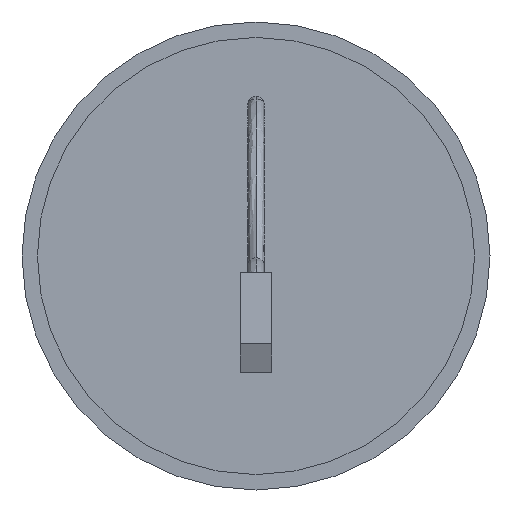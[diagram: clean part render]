
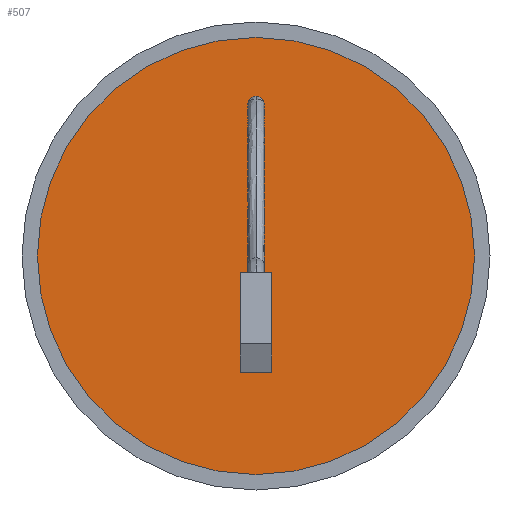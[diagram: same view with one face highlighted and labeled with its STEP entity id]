
A CAD part, front view. The second image highlights one B-rep face of the part: STEP entity #507.
In plain terms, the highlighted planar face has unit normal (0, -1, 0).
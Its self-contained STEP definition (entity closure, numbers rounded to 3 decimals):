
#1 = CARTESIAN_POINT ( 'NONE',  ( 0., 0., 11.35 ) ) ;
#11 = EDGE_CURVE ( 'NONE', #436, #131, #461, .T. ) ;
#29 = ORIENTED_EDGE ( 'NONE', *, *, #536, .F. ) ;
#56 = DIRECTION ( 'NONE',  ( 0., 0., -1. ) ) ;
#108 = EDGE_CURVE ( 'NONE', #131, #436, #175, .T. ) ;
#112 = AXIS2_PLACEMENT_3D ( 'NONE', #392, #398, #202 ) ;
#115 = DIRECTION ( 'NONE',  ( 0., 0., -1. ) ) ;
#130 = CARTESIAN_POINT ( 'NONE',  ( 0., 0., 12.65 ) ) ;
#131 = VERTEX_POINT ( 'NONE', #130 ) ;
#175 = CIRCLE ( 'NONE', #517, 0.65 ) ;
#179 = CARTESIAN_POINT ( 'NONE',  ( 0., 0., -17.325 ) ) ;
#202 = DIRECTION ( 'NONE',  ( 0., 0., 1. ) ) ;
#261 = FACE_BOUND ( 'NONE', #524, .T. ) ;
#269 = CARTESIAN_POINT ( 'NONE',  ( 0., 0., 0. ) ) ;
#323 = ORIENTED_EDGE ( 'NONE', *, *, #11, .F. ) ;
#351 = AXIS2_PLACEMENT_3D ( 'NONE', #437, #707, #646 ) ;
#361 = CARTESIAN_POINT ( 'NONE',  ( 0., 0., 12. ) ) ;
#392 = CARTESIAN_POINT ( 'NONE',  ( 0., 0., 0. ) ) ;
#398 = DIRECTION ( 'NONE',  ( 0., 1., 0. ) ) ;
#401 = VERTEX_POINT ( 'NONE', #179 ) ;
#407 = VERTEX_POINT ( 'NONE', #787 ) ;
#436 = VERTEX_POINT ( 'NONE', #1 ) ;
#437 = CARTESIAN_POINT ( 'NONE',  ( 0., 0., 0. ) ) ;
#458 = DIRECTION ( 'NONE',  ( 0., 0., 1. ) ) ;
#461 = CIRCLE ( 'NONE', #503, 0.65 ) ;
#492 = AXIS2_PLACEMENT_3D ( 'NONE', #269, #793, #458 ) ;
#494 = DIRECTION ( 'NONE',  ( 0., -1., 0. ) ) ;
#503 = AXIS2_PLACEMENT_3D ( 'NONE', #817, #494, #56 ) ;
#507 = ADVANCED_FACE ( 'NONE', ( #261, #525 ), #786, .F. ) ;
#517 = AXIS2_PLACEMENT_3D ( 'NONE', #361, #624, #115 ) ;
#524 = EDGE_LOOP ( 'NONE', ( #323, #649 ) ) ;
#525 = FACE_OUTER_BOUND ( 'NONE', #660, .T. ) ;
#536 = EDGE_CURVE ( 'NONE', #407, #401, #559, .T. ) ;
#559 = CIRCLE ( 'NONE', #112, 17.325 ) ;
#624 = DIRECTION ( 'NONE',  ( 0., -1., 0. ) ) ;
#646 = DIRECTION ( 'NONE',  ( 0., 0., 1. ) ) ;
#649 = ORIENTED_EDGE ( 'NONE', *, *, #108, .F. ) ;
#660 = EDGE_LOOP ( 'NONE', ( #812, #29 ) ) ;
#707 = DIRECTION ( 'NONE',  ( 0., 1., 0. ) ) ;
#781 = CIRCLE ( 'NONE', #351, 17.325 ) ;
#786 = PLANE ( 'NONE',  #492 ) ;
#787 = CARTESIAN_POINT ( 'NONE',  ( 0., 0., 17.325 ) ) ;
#793 = DIRECTION ( 'NONE',  ( 0., 1., 0. ) ) ;
#812 = ORIENTED_EDGE ( 'NONE', *, *, #844, .F. ) ;
#817 = CARTESIAN_POINT ( 'NONE',  ( 0., 0., 12. ) ) ;
#844 = EDGE_CURVE ( 'NONE', #401, #407, #781, .T. ) ;
